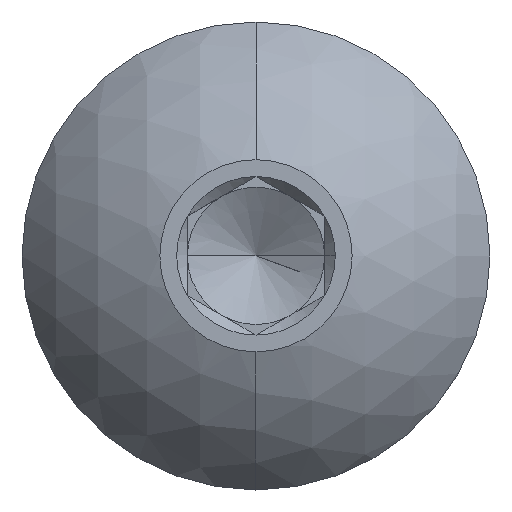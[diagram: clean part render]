
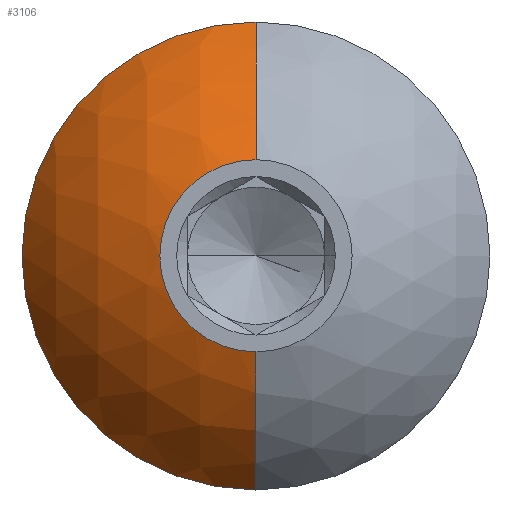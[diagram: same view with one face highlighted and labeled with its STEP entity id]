
A CAD part, top view. The second image highlights one B-rep face of the part: STEP entity #3106.
In plain terms, the highlighted spherical face has radius 3.169 mm.
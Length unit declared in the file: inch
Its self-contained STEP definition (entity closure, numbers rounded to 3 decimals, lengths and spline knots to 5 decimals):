
#11 = VERTEX_POINT ( 'NONE', #299 ) ;
#16 = CARTESIAN_POINT ( 'NONE',  ( 0., 0.04375, 0.1545 ) ) ;
#46 = SPHERICAL_SURFACE ( 'NONE', #1828, 0.12476 ) ;
#137 = VERTEX_POINT ( 'NONE', #16 ) ;
#184 = ORIENTED_EDGE ( 'NONE', *, *, #3165, .F. ) ;
#194 = DIRECTION ( 'NONE',  ( -1., 0., 0. ) ) ;
#202 = VERTEX_POINT ( 'NONE', #2164 ) ;
#278 = DIRECTION ( 'NONE',  ( 0., -1., 0. ) ) ;
#299 = CARTESIAN_POINT ( 'NONE',  ( 0., 0.1065, 0.10264 ) ) ;
#305 = CARTESIAN_POINT ( 'NONE',  ( 0., 0., 0.10264 ) ) ;
#352 = EDGE_CURVE ( 'NONE', #137, #3342, #2967, .T. ) ;
#561 = CARTESIAN_POINT ( 'NONE',  ( 0., 0., 0.03767 ) ) ;
#688 = FACE_OUTER_BOUND ( 'NONE', #770, .T. ) ;
#735 = CARTESIAN_POINT ( 'NONE',  ( 0., 0., 0.03767 ) ) ;
#770 = EDGE_LOOP ( 'NONE', ( #2953, #2492, #823, #184, #2271 ) ) ;
#823 = ORIENTED_EDGE ( 'NONE', *, *, #352, .F. ) ;
#910 = CARTESIAN_POINT ( 'NONE',  ( 0., 0., 0.10264 ) ) ;
#940 = CIRCLE ( 'NONE', #1284, 0.12476 ) ;
#942 = DIRECTION ( 'NONE',  ( 1., 0., 0. ) ) ;
#967 = CARTESIAN_POINT ( 'NONE',  ( 0., -0.1065, 0.10264 ) ) ;
#1102 = DIRECTION ( 'NONE',  ( 0., 0., 1. ) ) ;
#1123 = DIRECTION ( 'NONE',  ( 1., 0., 0. ) ) ;
#1259 = CARTESIAN_POINT ( 'NONE',  ( 0., 0., 0.03767 ) ) ;
#1271 = DIRECTION ( 'NONE',  ( 0., 0., -1. ) ) ;
#1284 = AXIS2_PLACEMENT_3D ( 'NONE', #561, #2163, #278 ) ;
#1330 = DIRECTION ( 'NONE',  ( 1., 0., 0. ) ) ;
#1341 = EDGE_CURVE ( 'NONE', #202, #2887, #2084, .T. ) ;
#1477 = CIRCLE ( 'NONE', #2154, 0.1065 ) ;
#1513 = DIRECTION ( 'NONE',  ( 1., 0., 0. ) ) ;
#1559 = DIRECTION ( 'NONE',  ( 0., 1., 0. ) ) ;
#1572 = AXIS2_PLACEMENT_3D ( 'NONE', #1259, #1513, #1271 ) ;
#1647 = CARTESIAN_POINT ( 'NONE',  ( 0., 0., 0.1545 ) ) ;
#1828 = AXIS2_PLACEMENT_3D ( 'NONE', #735, #194, #1559 ) ;
#2084 = CIRCLE ( 'NONE', #3204, 0.1065 ) ;
#2154 = AXIS2_PLACEMENT_3D ( 'NONE', #910, #2799, #942 ) ;
#2161 = EDGE_CURVE ( 'NONE', #11, #202, #1477, .T. ) ;
#2163 = DIRECTION ( 'NONE',  ( -1., 0., 0. ) ) ;
#2164 = CARTESIAN_POINT ( 'NONE',  ( -0.1065, 0., 0.10264 ) ) ;
#2271 = ORIENTED_EDGE ( 'NONE', *, *, #2161, .T. ) ;
#2460 = CARTESIAN_POINT ( 'NONE',  ( 0., -0.04375, 0.1545 ) ) ;
#2492 = ORIENTED_EDGE ( 'NONE', *, *, #2991, .T. ) ;
#2799 = DIRECTION ( 'NONE',  ( 0., 0., 1. ) ) ;
#2887 = VERTEX_POINT ( 'NONE', #967 ) ;
#2953 = ORIENTED_EDGE ( 'NONE', *, *, #1341, .T. ) ;
#2967 = CIRCLE ( 'NONE', #3147, 0.04375 ) ;
#2973 = DIRECTION ( 'NONE',  ( 0., 0., 1. ) ) ;
#2991 = EDGE_CURVE ( 'NONE', #2887, #3342, #940, .T. ) ;
#3106 = ADVANCED_FACE ( 'NONE', ( #688 ), #46, .T. ) ;
#3147 = AXIS2_PLACEMENT_3D ( 'NONE', #1647, #2973, #1123 ) ;
#3156 = CIRCLE ( 'NONE', #1572, 0.12476 ) ;
#3165 = EDGE_CURVE ( 'NONE', #11, #137, #3156, .T. ) ;
#3204 = AXIS2_PLACEMENT_3D ( 'NONE', #305, #1102, #1330 ) ;
#3342 = VERTEX_POINT ( 'NONE', #2460 ) ;
